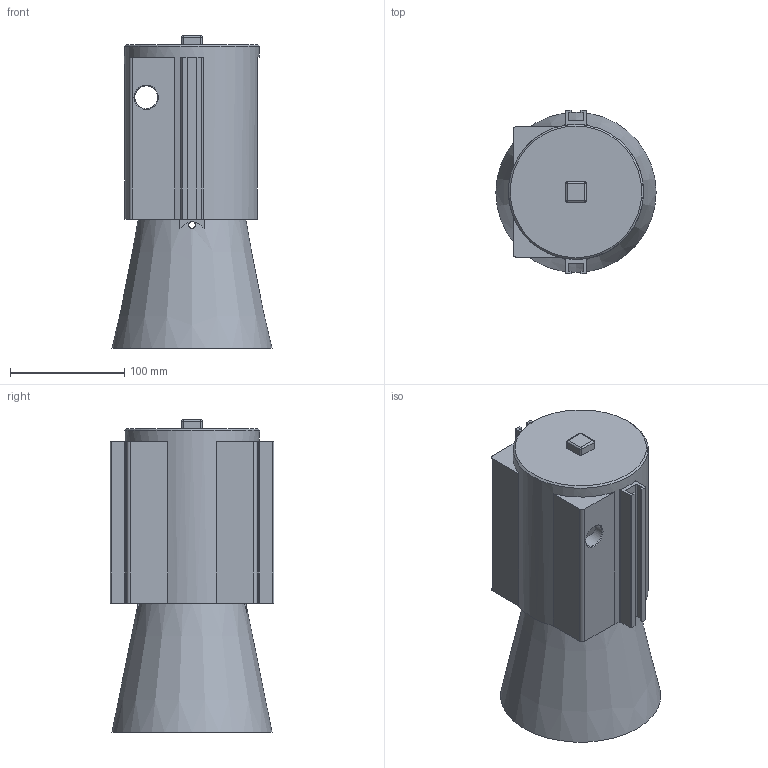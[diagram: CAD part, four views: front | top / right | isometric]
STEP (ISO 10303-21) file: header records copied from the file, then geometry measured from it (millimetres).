
FILE_DESCRIPTION(('STEP AP214'), '1');
FILE_NAME('3-ﾃﾂﾐ Exd10', '', ('UNSPECIFIED'), ('UNSPECIFIED'), 'ASCON STEP Converter 1.6', 'ASCON Math Kernel', '');
FILE_SCHEMA(('AUTOMOTIVE_DESIGN { 1 0 10303 214 3 1 1}'));
Length unit declared in the file: millimetre
Bounding box: 140 x 143 x 273.5 mm (x, y, z)
Volume: 482244.5 mm3; surface area: 294550.5 mm2
Topology: 3 solids, 3 shells, 178 faces, 511 edges, 332 vertices
Faces by surface type: plane 88, cylinder 60, cone 17, extrusion 8, sphere 4, torus 1
Full cylindrical faces by diameter (mm): 3.459 x3, 5 x3, 6 x2, 8 x3, 20 x2, 35.558 x1, 95 x1, 100 x1, 110 x1, 113.5 x1, 118 x1
Entity records: 8734 total; most frequent: CARTESIAN_POINT 2674, ORIENTED_EDGE 938, DIRECTION 933, EDGE_CURVE 469, AXIS2_PLACEMENT_3D 348, VERTEX_POINT 331, EDGE_LOOP 242, VECTOR 237
